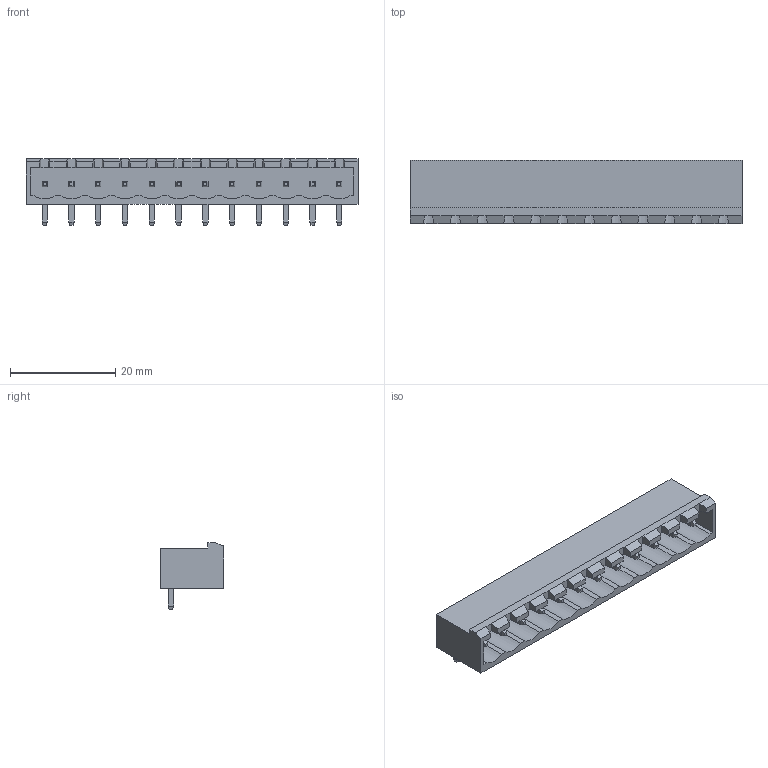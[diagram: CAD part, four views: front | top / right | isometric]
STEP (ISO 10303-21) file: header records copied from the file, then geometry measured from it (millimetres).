
FILE_DESCRIPTION(/* description */ ('model of PhoenixContact_MSTBA-G_12x5.08mm_Angled.'),/* implementation_level */ FILE_NAME(/* name */ 'PhoenixContact_MSTBA-G_12x5.08mm_Angled..stp',/* time_stamp */ '2017-02-24T04:15:47',/* author */ ('Rene Poeschl',''),/* organization */ (''),/* preprocessor_version */ '',/* originating_system */ '',/* authorisation */ '');
FILE_NAME(/* name */ 'PhoenixContact_MSTBA-G_12x5.08mm_Angled..stp',/* time_stamp */ '2017-02-24T04:15:47',/* author */ ('Rene Poeschl',''),/* organization */ (''),/* preprocessor_version */ '',/* originating_system */ '',/* authorisation */ '');
FILE_SCHEMA(('AUTOMOTIVE_DESIGN_CC2 { 1 2 10303 214 -1 1 5 4 }'));
Length unit declared in the file: millimetre
Products named in the file (1): MSTBA_01x12_G_5_08mm
Bounding box: 62.96 x 12 x 12.6 mm (x, y, z)
Volume: 3049.5 mm3; surface area: 4377.7 mm2
Topology: 1 solids, 1 shells, 313 faces, 741 edges, 454 vertices
Faces by surface type: plane 301, cylinder 12
Entity records: 20276 total; most frequent: CARTESIAN_POINT 3231, DIRECTION 2635, LINE 1935, VECTOR 1935, ORIENTED_EDGE 1482, PCURVE 1482, DEFINITIONAL_REPRESENTATION 1482, EDGE_CURVE 741
